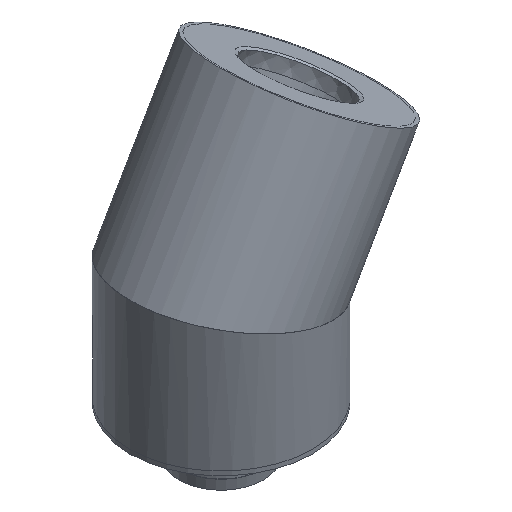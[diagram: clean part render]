
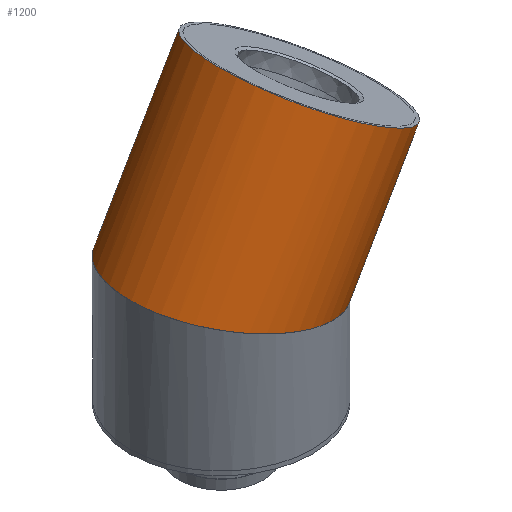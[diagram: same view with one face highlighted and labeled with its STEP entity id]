
A CAD part, isometric view. The second image highlights one B-rep face of the part: STEP entity #1200.
In plain terms, the highlighted cylindrical face has radius 445 mm (diameter 890 mm), a full revolution.
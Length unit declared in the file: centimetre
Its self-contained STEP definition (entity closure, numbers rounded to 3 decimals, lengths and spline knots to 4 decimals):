
#78=ELLIPSE('',#1408,46.0698,44.5);
#85=CYLINDRICAL_SURFACE('',#1407,44.5);
#138=FACE_OUTER_BOUND('',#226,.T.);
#226=EDGE_LOOP('',(#798,#799,#800,#801));
#331=CIRCLE('',#1405,44.5);
#467=VERTEX_POINT('',#2128);
#469=VERTEX_POINT('',#2133);
#596=EDGE_CURVE('',#467,#467,#331,.T.);
#598=EDGE_CURVE('',#467,#469,#1301,.T.);
#599=EDGE_CURVE('',#469,#469,#78,.T.);
#798=ORIENTED_EDGE('',*,*,#596,.F.);
#799=ORIENTED_EDGE('',*,*,#598,.T.);
#800=ORIENTED_EDGE('',*,*,#599,.F.);
#801=ORIENTED_EDGE('',*,*,#598,.F.);
#1200=ADVANCED_FACE('',(#138),#85,.T.);
#1301=LINE('',#2134,#1349);
#1349=VECTOR('',#1647,44.5);
#1405=AXIS2_PLACEMENT_3D('',#2129,#1641,#1642);
#1407=AXIS2_PLACEMENT_3D('',#2132,#1645,#1646);
#1408=AXIS2_PLACEMENT_3D('',#2135,#1648,#1649);
#1641=DIRECTION('center_axis',(0.5,0.,0.866));
#1642=DIRECTION('ref_axis',(0.,1.,0.));
#1645=DIRECTION('center_axis',(0.5,0.,0.866));
#1646=DIRECTION('ref_axis',(0.,1.,0.));
#1647=DIRECTION('',(-0.5,0.,-0.866));
#1648=DIRECTION('center_axis',(-0.259,0.,
-0.966));
#1649=DIRECTION('ref_axis',(-0.966,0.,0.259));
#2128=CARTESIAN_POINT('',(38.,-44.5,141.8179));
#2129=CARTESIAN_POINT('Origin',(38.,0.,141.8179));
#2132=CARTESIAN_POINT('Origin',(-1.9659,0.,72.5949));
#2133=CARTESIAN_POINT('',(0.,-44.5,76.));
#2134=CARTESIAN_POINT('',(-1.9659,-44.5,72.5949));
#2135=CARTESIAN_POINT('Origin',(0.,0.,76.));
